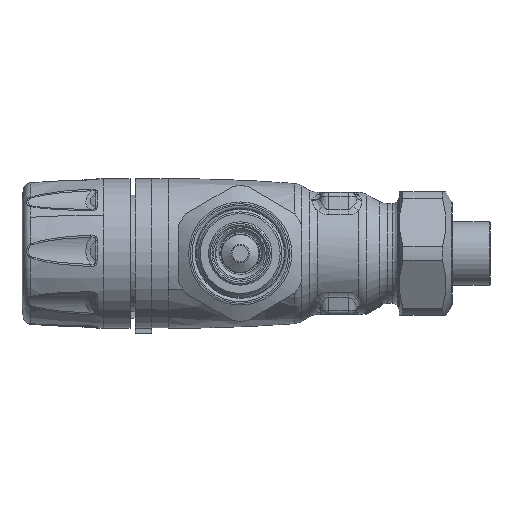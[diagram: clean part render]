
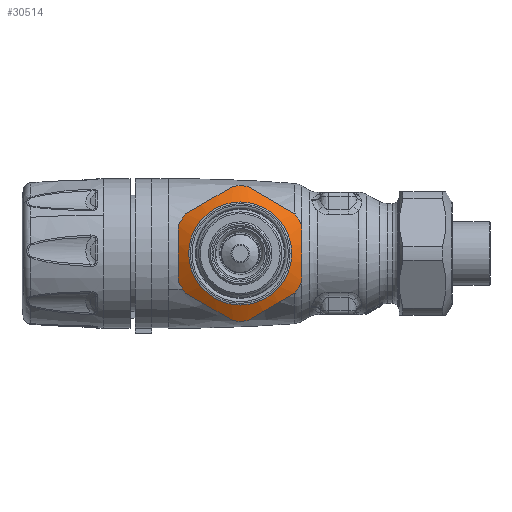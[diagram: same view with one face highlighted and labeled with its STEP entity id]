
A CAD part, left-side view. The second image highlights one B-rep face of the part: STEP entity #30514.
In plain terms, the highlighted conical face has half-angle 60 degrees and reference radius 17.78 mm.
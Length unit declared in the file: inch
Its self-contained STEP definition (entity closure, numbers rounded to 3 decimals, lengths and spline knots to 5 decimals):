
#13=(
BOUNDED_CURVE()
B_SPLINE_CURVE(2,(#88660,#88661,#88662),.UNSPECIFIED.,.F.,.F.)
B_SPLINE_CURVE_WITH_KNOTS((3,3),(0.,1.67512),.UNSPECIFIED.)
CURVE()
GEOMETRIC_REPRESENTATION_ITEM()
RATIONAL_B_SPLINE_CURVE((1.,1.096,1.))
REPRESENTATION_ITEM('')
);
#14=(
BOUNDED_CURVE()
B_SPLINE_CURVE(2,(#88666,#88667,#88668),.UNSPECIFIED.,.F.,.F.)
B_SPLINE_CURVE_WITH_KNOTS((3,3),(0.,1.67512),.UNSPECIFIED.)
CURVE()
GEOMETRIC_REPRESENTATION_ITEM()
RATIONAL_B_SPLINE_CURVE((1.,1.096,1.))
REPRESENTATION_ITEM('')
);
#15=(
BOUNDED_CURVE()
B_SPLINE_CURVE(2,(#88672,#88673,#88674),.UNSPECIFIED.,.F.,.F.)
B_SPLINE_CURVE_WITH_KNOTS((3,3),(0.,1.67512),.UNSPECIFIED.)
CURVE()
GEOMETRIC_REPRESENTATION_ITEM()
RATIONAL_B_SPLINE_CURVE((1.,1.096,1.))
REPRESENTATION_ITEM('')
);
#16=(
BOUNDED_CURVE()
B_SPLINE_CURVE(2,(#88678,#88679,#88680),.UNSPECIFIED.,.F.,.F.)
B_SPLINE_CURVE_WITH_KNOTS((3,3),(0.,1.67512),.UNSPECIFIED.)
CURVE()
GEOMETRIC_REPRESENTATION_ITEM()
RATIONAL_B_SPLINE_CURVE((1.,1.096,1.))
REPRESENTATION_ITEM('')
);
#17=(
BOUNDED_CURVE()
B_SPLINE_CURVE(2,(#88684,#88685,#88686),.UNSPECIFIED.,.F.,.F.)
B_SPLINE_CURVE_WITH_KNOTS((3,3),(0.,1.67512),.UNSPECIFIED.)
CURVE()
GEOMETRIC_REPRESENTATION_ITEM()
RATIONAL_B_SPLINE_CURVE((1.,1.096,1.))
REPRESENTATION_ITEM('')
);
#18=(
BOUNDED_CURVE()
B_SPLINE_CURVE(2,(#88690,#88691,#88692),.UNSPECIFIED.,.F.,.F.)
B_SPLINE_CURVE_WITH_KNOTS((3,3),(0.,1.67512),.UNSPECIFIED.)
CURVE()
GEOMETRIC_REPRESENTATION_ITEM()
RATIONAL_B_SPLINE_CURVE((1.,1.096,1.))
REPRESENTATION_ITEM('')
);
#1313=CONICAL_SURFACE('',#33160,0.7,1.047);
#3102=FACE_OUTER_BOUND('',#4989,.T.);
#4989=EDGE_LOOP('',(#23652,#23653,#23654,#23655,#23656,#23657,#23658,#23659,
#23660,#23661,#23662,#23663,#23664,#23665,#23666,#23667));
#6727=CIRCLE('',#33157,0.60928);
#6729=CIRCLE('',#33161,0.8);
#6730=CIRCLE('',#33162,0.8);
#6731=CIRCLE('',#33163,0.8);
#6732=CIRCLE('',#33164,0.8);
#6733=CIRCLE('',#33165,0.8);
#6734=CIRCLE('',#33166,0.8);
#6735=CIRCLE('',#33167,0.8);
#8014=LINE('',#88656,#9590);
#9590=VECTOR('',#39030,0.7);
#12774=VERTEX_POINT('',#88648);
#12776=VERTEX_POINT('',#88655);
#12777=VERTEX_POINT('',#88657);
#12778=VERTEX_POINT('',#88659);
#12779=VERTEX_POINT('',#88663);
#12780=VERTEX_POINT('',#88665);
#12781=VERTEX_POINT('',#88669);
#12782=VERTEX_POINT('',#88671);
#12783=VERTEX_POINT('',#88675);
#12784=VERTEX_POINT('',#88677);
#12785=VERTEX_POINT('',#88681);
#12786=VERTEX_POINT('',#88683);
#12787=VERTEX_POINT('',#88687);
#12788=VERTEX_POINT('',#88689);
#16575=EDGE_CURVE('',#12774,#12774,#6727,.T.);
#16577=EDGE_CURVE('',#12774,#12776,#8014,.T.);
#16578=EDGE_CURVE('',#12777,#12776,#6729,.T.);
#16579=EDGE_CURVE('',#12778,#12777,#13,.T.);
#16580=EDGE_CURVE('',#12779,#12778,#6730,.T.);
#16581=EDGE_CURVE('',#12780,#12779,#14,.T.);
#16582=EDGE_CURVE('',#12781,#12780,#6731,.T.);
#16583=EDGE_CURVE('',#12782,#12781,#15,.T.);
#16584=EDGE_CURVE('',#12783,#12782,#6732,.T.);
#16585=EDGE_CURVE('',#12784,#12783,#16,.T.);
#16586=EDGE_CURVE('',#12785,#12784,#6733,.T.);
#16587=EDGE_CURVE('',#12786,#12785,#17,.T.);
#16588=EDGE_CURVE('',#12787,#12786,#6734,.T.);
#16589=EDGE_CURVE('',#12788,#12787,#18,.T.);
#16590=EDGE_CURVE('',#12776,#12788,#6735,.T.);
#23652=ORIENTED_EDGE('',*,*,#16575,.F.);
#23653=ORIENTED_EDGE('',*,*,#16577,.T.);
#23654=ORIENTED_EDGE('',*,*,#16578,.F.);
#23655=ORIENTED_EDGE('',*,*,#16579,.F.);
#23656=ORIENTED_EDGE('',*,*,#16580,.F.);
#23657=ORIENTED_EDGE('',*,*,#16581,.F.);
#23658=ORIENTED_EDGE('',*,*,#16582,.F.);
#23659=ORIENTED_EDGE('',*,*,#16583,.F.);
#23660=ORIENTED_EDGE('',*,*,#16584,.F.);
#23661=ORIENTED_EDGE('',*,*,#16585,.F.);
#23662=ORIENTED_EDGE('',*,*,#16586,.F.);
#23663=ORIENTED_EDGE('',*,*,#16587,.F.);
#23664=ORIENTED_EDGE('',*,*,#16588,.F.);
#23665=ORIENTED_EDGE('',*,*,#16589,.F.);
#23666=ORIENTED_EDGE('',*,*,#16590,.F.);
#23667=ORIENTED_EDGE('',*,*,#16577,.F.);
#30514=ADVANCED_FACE('',(#3102),#1313,.T.);
#33157=AXIS2_PLACEMENT_3D('',#88650,#39022,#39023);
#33160=AXIS2_PLACEMENT_3D('',#88654,#39028,#39029);
#33161=AXIS2_PLACEMENT_3D('',#88658,#39031,#39032);
#33162=AXIS2_PLACEMENT_3D('',#88664,#39033,#39034);
#33163=AXIS2_PLACEMENT_3D('',#88670,#39035,#39036);
#33164=AXIS2_PLACEMENT_3D('',#88676,#39037,#39038);
#33165=AXIS2_PLACEMENT_3D('',#88682,#39039,#39040);
#33166=AXIS2_PLACEMENT_3D('',#88688,#39041,#39042);
#33167=AXIS2_PLACEMENT_3D('',#88693,#39043,#39044);
#39022=DIRECTION('center_axis',(-1.,0.,0.));
#39023=DIRECTION('ref_axis',(0.,0.,
-1.));
#39028=DIRECTION('center_axis',(1.,0.,0.));
#39029=DIRECTION('ref_axis',(0.,0.,1.));
#39030=DIRECTION('',(0.5,0.,-0.866));
#39031=DIRECTION('center_axis',(1.,0.,0.));
#39032=DIRECTION('ref_axis',(0.,0.,-1.));
#39033=DIRECTION('center_axis',(1.,0.,0.));
#39034=DIRECTION('ref_axis',(0.,0.,-1.));
#39035=DIRECTION('center_axis',(1.,0.,0.));
#39036=DIRECTION('ref_axis',(0.,0.,-1.));
#39037=DIRECTION('center_axis',(1.,0.,0.));
#39038=DIRECTION('ref_axis',(0.,0.,-1.));
#39039=DIRECTION('center_axis',(1.,0.,0.));
#39040=DIRECTION('ref_axis',(0.,0.,-1.));
#39041=DIRECTION('center_axis',(1.,0.,0.));
#39042=DIRECTION('ref_axis',(0.,0.,-1.));
#39043=DIRECTION('center_axis',(1.,0.,0.));
#39044=DIRECTION('ref_axis',(0.,0.,-1.));
#88648=CARTESIAN_POINT('',(-1.73444,0.,-0.60928));
#88650=CARTESIAN_POINT('Origin',(-1.73444,0.,
0.));
#88654=CARTESIAN_POINT('Origin',(-1.68207,0.,
0.));
#88655=CARTESIAN_POINT('',(-1.62433,0.,-0.8));
#88656=CARTESIAN_POINT('',(-1.68207,0.,-0.7));
#88657=CARTESIAN_POINT('',(-1.62433,-0.08158,-0.79583));
#88658=CARTESIAN_POINT('Origin',(-1.62433,0.,
0.));
#88659=CARTESIAN_POINT('',(-1.62433,-0.64842,-0.46857));
#88660=CARTESIAN_POINT('Ctrl Pts',(-1.62433,-0.64842,
-0.46857));
#88661=CARTESIAN_POINT('Ctrl Pts',(-1.70163,-0.365,
-0.6322));
#88662=CARTESIAN_POINT('Ctrl Pts',(-1.62433,-0.08158,
-0.79583));
#88663=CARTESIAN_POINT('',(-1.62433,-0.73,-0.32726));
#88664=CARTESIAN_POINT('Origin',(-1.62433,0.,
0.));
#88665=CARTESIAN_POINT('',(-1.62433,-0.73,0.32726));
#88666=CARTESIAN_POINT('Ctrl Pts',(-1.62433,-0.73,
0.32726));
#88667=CARTESIAN_POINT('Ctrl Pts',(-1.70163,-0.73,0.));
#88668=CARTESIAN_POINT('Ctrl Pts',(-1.62433,-0.73,-0.32726));
#88669=CARTESIAN_POINT('',(-1.62433,-0.64842,0.46857));
#88670=CARTESIAN_POINT('Origin',(-1.62433,0.,
0.));
#88671=CARTESIAN_POINT('',(-1.62433,-0.08158,0.79583));
#88672=CARTESIAN_POINT('Ctrl Pts',(-1.62433,-0.08158,
0.79583));
#88673=CARTESIAN_POINT('Ctrl Pts',(-1.70163,-0.365,
0.6322));
#88674=CARTESIAN_POINT('Ctrl Pts',(-1.62433,-0.64842,
0.46857));
#88675=CARTESIAN_POINT('',(-1.62433,0.08158,0.79583));
#88676=CARTESIAN_POINT('Origin',(-1.62433,0.,
0.));
#88677=CARTESIAN_POINT('',(-1.62433,0.64842,0.46857));
#88678=CARTESIAN_POINT('Ctrl Pts',(-1.62433,0.64842,
0.46857));
#88679=CARTESIAN_POINT('Ctrl Pts',(-1.70163,0.365,
0.6322));
#88680=CARTESIAN_POINT('Ctrl Pts',(-1.62433,0.08158,
0.79583));
#88681=CARTESIAN_POINT('',(-1.62433,0.73,0.32726));
#88682=CARTESIAN_POINT('Origin',(-1.62433,0.,
0.));
#88683=CARTESIAN_POINT('',(-1.62433,0.73,-0.32726));
#88684=CARTESIAN_POINT('Ctrl Pts',(-1.62433,0.73,
-0.32726));
#88685=CARTESIAN_POINT('Ctrl Pts',(-1.70163,0.73,0.));
#88686=CARTESIAN_POINT('Ctrl Pts',(-1.62433,0.73,0.32726));
#88687=CARTESIAN_POINT('',(-1.62433,0.64842,-0.46857));
#88688=CARTESIAN_POINT('Origin',(-1.62433,0.,
0.));
#88689=CARTESIAN_POINT('',(-1.62433,0.08158,-0.79583));
#88690=CARTESIAN_POINT('Ctrl Pts',(-1.62433,0.08158,-0.79583));
#88691=CARTESIAN_POINT('Ctrl Pts',(-1.70163,0.365,
-0.6322));
#88692=CARTESIAN_POINT('Ctrl Pts',(-1.62433,0.64842,
-0.46857));
#88693=CARTESIAN_POINT('Origin',(-1.62433,0.,
0.));
